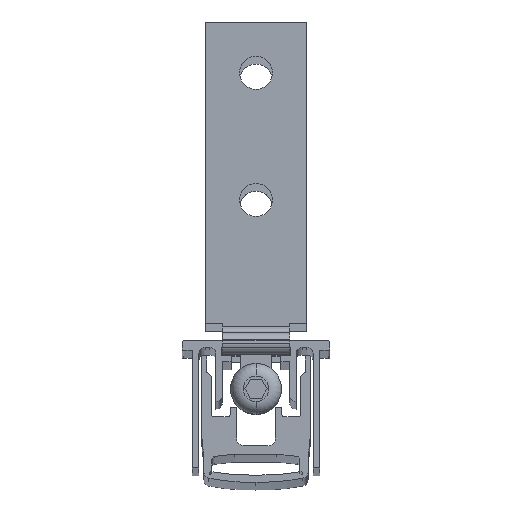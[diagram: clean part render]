
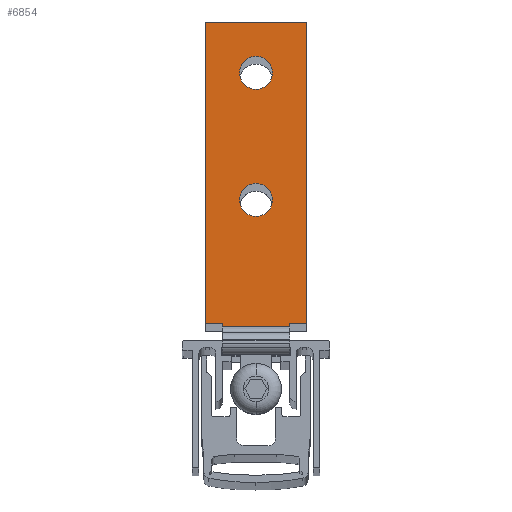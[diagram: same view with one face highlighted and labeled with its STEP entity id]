
A CAD part, top view. The second image highlights one B-rep face of the part: STEP entity #6854.
In plain terms, the highlighted planar face has unit normal (0, 0, 1).
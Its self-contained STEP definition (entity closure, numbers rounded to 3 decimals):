
#93 = LINE ( 'NONE', #11541, #1209 ) ;
#1209 = VECTOR ( 'NONE', #28701, 1000. ) ;
#1484 = DIRECTION ( 'NONE',  ( 0., -1., 0. ) ) ;
#2001 = LINE ( 'NONE', #33004, #16376 ) ;
#3053 = CARTESIAN_POINT ( 'NONE',  ( 5.3, 50., 1.2 ) ) ;
#3722 = AXIS2_PLACEMENT_3D ( 'NONE', #24102, #4146, #20778 ) ;
#4146 = DIRECTION ( 'NONE',  ( 0., 0., -1. ) ) ;
#4543 = CIRCLE ( 'NONE', #16337, 2.6 ) ;
#4946 = VERTEX_POINT ( 'NONE', #17499 ) ;
#5061 = CARTESIAN_POINT ( 'NONE',  ( -5.3, 2., 1.2 ) ) ;
#5198 = CARTESIAN_POINT ( 'NONE',  ( 8., 2., 1.2 ) ) ;
#5226 = CARTESIAN_POINT ( 'NONE',  ( 8., 2.5, 1.2 ) ) ;
#5710 = CARTESIAN_POINT ( 'NONE',  ( 5.3, 2., 1.2 ) ) ;
#6142 = CARTESIAN_POINT ( 'NONE',  ( 0., 44.6, 1.2 ) ) ;
#6629 = VERTEX_POINT ( 'NONE', #18588 ) ;
#6854 = ADVANCED_FACE ( 'NONE', ( #32024, #15248, #23913 ), #18361, .F. ) ;
#6916 = EDGE_LOOP ( 'NONE', ( #35715, #25560 ) ) ;
#6950 = DIRECTION ( 'NONE',  ( 0., 0., 1. ) ) ;
#7228 = DIRECTION ( 'NONE',  ( 0., -1., 0. ) ) ;
#7415 = CARTESIAN_POINT ( 'NONE',  ( 0., 42., 1.2 ) ) ;
#7713 = DIRECTION ( 'NONE',  ( 0., -1., 0. ) ) ;
#7923 = ORIENTED_EDGE ( 'NONE', *, *, #22713, .F. ) ;
#9574 = CIRCLE ( 'NONE', #21365, 2.6 ) ;
#10474 = ORIENTED_EDGE ( 'NONE', *, *, #15174, .T. ) ;
#10483 = VECTOR ( 'NONE', #10674, 1000. ) ;
#10674 = DIRECTION ( 'NONE',  ( -1., 0., 0. ) ) ;
#10782 = VERTEX_POINT ( 'NONE', #16544 ) ;
#11541 = CARTESIAN_POINT ( 'NONE',  ( 8., 50., 1.2 ) ) ;
#12231 = ORIENTED_EDGE ( 'NONE', *, *, #30088, .T. ) ;
#12744 = DIRECTION ( 'NONE',  ( 0., 0., 1. ) ) ;
#12823 = VERTEX_POINT ( 'NONE', #14762 ) ;
#12947 = CARTESIAN_POINT ( 'NONE',  ( 0., 22., 1.2 ) ) ;
#13438 = EDGE_CURVE ( 'NONE', #22040, #4946, #19579, .T. ) ;
#13545 = ORIENTED_EDGE ( 'NONE', *, *, #19679, .T. ) ;
#14134 = DIRECTION ( 'NONE',  ( 0., 1., 0. ) ) ;
#14404 = DIRECTION ( 'NONE',  ( 1., 0., 0. ) ) ;
#14762 = CARTESIAN_POINT ( 'NONE',  ( 8., 2.5, 1.2 ) ) ;
#14828 = VECTOR ( 'NONE', #36225, 1000. ) ;
#15174 = EDGE_CURVE ( 'NONE', #35122, #35028, #22755, .T. ) ;
#15248 = FACE_OUTER_BOUND ( 'NONE', #20386, .T. ) ;
#15353 = DIRECTION ( 'NONE',  ( 0., -1., 0. ) ) ;
#15908 = DIRECTION ( 'NONE',  ( 0., 0., 1. ) ) ;
#15923 = DIRECTION ( 'NONE',  ( 0., 0., 1. ) ) ;
#16276 = EDGE_CURVE ( 'NONE', #26689, #6629, #25757, .T. ) ;
#16337 = AXIS2_PLACEMENT_3D ( 'NONE', #24196, #12744, #1484 ) ;
#16376 = VECTOR ( 'NONE', #7713, 1000. ) ;
#16544 = CARTESIAN_POINT ( 'NONE',  ( -5.3, 2.5, 1.2 ) ) ;
#16676 = DIRECTION ( 'NONE',  ( 0., -1., 0. ) ) ;
#16978 = VERTEX_POINT ( 'NONE', #26908 ) ;
#17499 = CARTESIAN_POINT ( 'NONE',  ( 0., 24.6, 1.2 ) ) ;
#17926 = CARTESIAN_POINT ( 'NONE',  ( 0., 39.4, 1.2 ) ) ;
#18096 = EDGE_LOOP ( 'NONE', ( #35712, #23336 ) ) ;
#18361 = PLANE ( 'NONE',  #3722 ) ;
#18491 = CARTESIAN_POINT ( 'NONE',  ( -8., 50., 1.2 ) ) ;
#18588 = CARTESIAN_POINT ( 'NONE',  ( 5.3, 2.5, 1.2 ) ) ;
#18643 = ORIENTED_EDGE ( 'NONE', *, *, #29180, .T. ) ;
#18924 = ORIENTED_EDGE ( 'NONE', *, *, #16276, .T. ) ;
#19221 = LINE ( 'NONE', #5198, #28077 ) ;
#19579 = CIRCLE ( 'NONE', #32532, 2.6 ) ;
#19679 = EDGE_CURVE ( 'NONE', #35028, #10782, #36404, .T. ) ;
#19697 = CARTESIAN_POINT ( 'NONE',  ( 0., 19.4, 1.2 ) ) ;
#20301 = CARTESIAN_POINT ( 'NONE',  ( 8., 2.5, 1.2 ) ) ;
#20386 = EDGE_LOOP ( 'NONE', ( #18924, #12231, #28866, #36525, #10474, #13545, #18643, #7923 ) ) ;
#20661 = CIRCLE ( 'NONE', #27763, 2.6 ) ;
#20778 = DIRECTION ( 'NONE',  ( 0., 1., 0. ) ) ;
#21365 = AXIS2_PLACEMENT_3D ( 'NONE', #23770, #6950, #35737 ) ;
#22032 = CARTESIAN_POINT ( 'NONE',  ( -8., 50., 1.2 ) ) ;
#22040 = VERTEX_POINT ( 'NONE', #19697 ) ;
#22235 = CARTESIAN_POINT ( 'NONE',  ( -8., 2.5, 1.2 ) ) ;
#22297 = EDGE_CURVE ( 'NONE', #4946, #22040, #9574, .T. ) ;
#22713 = EDGE_CURVE ( 'NONE', #26689, #36289, #19221, .T. ) ;
#22755 = LINE ( 'NONE', #22032, #35022 ) ;
#23263 = LINE ( 'NONE', #20301, #26538 ) ;
#23336 = ORIENTED_EDGE ( 'NONE', *, *, #28137, .F. ) ;
#23770 = CARTESIAN_POINT ( 'NONE',  ( 0., 22., 1.2 ) ) ;
#23913 = FACE_BOUND ( 'NONE', #18096, .T. ) ;
#24102 = CARTESIAN_POINT ( 'NONE',  ( 8., 50., 1.2 ) ) ;
#24196 = CARTESIAN_POINT ( 'NONE',  ( 0., 42., 1.2 ) ) ;
#25560 = ORIENTED_EDGE ( 'NONE', *, *, #22297, .F. ) ;
#25757 = LINE ( 'NONE', #3053, #27310 ) ;
#26538 = VECTOR ( 'NONE', #14404, 1000. ) ;
#26689 = VERTEX_POINT ( 'NONE', #5710 ) ;
#26908 = CARTESIAN_POINT ( 'NONE',  ( 8., 50., 1.2 ) ) ;
#27310 = VECTOR ( 'NONE', #14134, 1000. ) ;
#27361 = DIRECTION ( 'NONE',  ( -1., 0., 0. ) ) ;
#27763 = AXIS2_PLACEMENT_3D ( 'NONE', #7415, #15923, #7228 ) ;
#28077 = VECTOR ( 'NONE', #27361, 1000. ) ;
#28137 = EDGE_CURVE ( 'NONE', #34156, #31109, #4543, .T. ) ;
#28701 = DIRECTION ( 'NONE',  ( 0., -1., 0. ) ) ;
#28866 = ORIENTED_EDGE ( 'NONE', *, *, #31617, .F. ) ;
#29180 = EDGE_CURVE ( 'NONE', #10782, #36289, #2001, .T. ) ;
#29183 = EDGE_CURVE ( 'NONE', #16978, #35122, #35772, .T. ) ;
#30088 = EDGE_CURVE ( 'NONE', #6629, #12823, #23263, .T. ) ;
#30241 = CARTESIAN_POINT ( 'NONE',  ( 8., 50., 1.2 ) ) ;
#31109 = VERTEX_POINT ( 'NONE', #17926 ) ;
#31617 = EDGE_CURVE ( 'NONE', #16978, #12823, #93, .T. ) ;
#32024 = FACE_BOUND ( 'NONE', #6916, .T. ) ;
#32532 = AXIS2_PLACEMENT_3D ( 'NONE', #12947, #15908, #15353 ) ;
#33004 = CARTESIAN_POINT ( 'NONE',  ( -5.3, 50., 1.2 ) ) ;
#34156 = VERTEX_POINT ( 'NONE', #6142 ) ;
#35022 = VECTOR ( 'NONE', #16676, 1000. ) ;
#35028 = VERTEX_POINT ( 'NONE', #22235 ) ;
#35122 = VERTEX_POINT ( 'NONE', #18491 ) ;
#35288 = EDGE_CURVE ( 'NONE', #31109, #34156, #20661, .T. ) ;
#35712 = ORIENTED_EDGE ( 'NONE', *, *, #35288, .F. ) ;
#35715 = ORIENTED_EDGE ( 'NONE', *, *, #13438, .F. ) ;
#35737 = DIRECTION ( 'NONE',  ( 0., -1., 0. ) ) ;
#35772 = LINE ( 'NONE', #30241, #10483 ) ;
#36225 = DIRECTION ( 'NONE',  ( 1., 0., 0. ) ) ;
#36289 = VERTEX_POINT ( 'NONE', #5061 ) ;
#36404 = LINE ( 'NONE', #5226, #14828 ) ;
#36525 = ORIENTED_EDGE ( 'NONE', *, *, #29183, .T. ) ;
